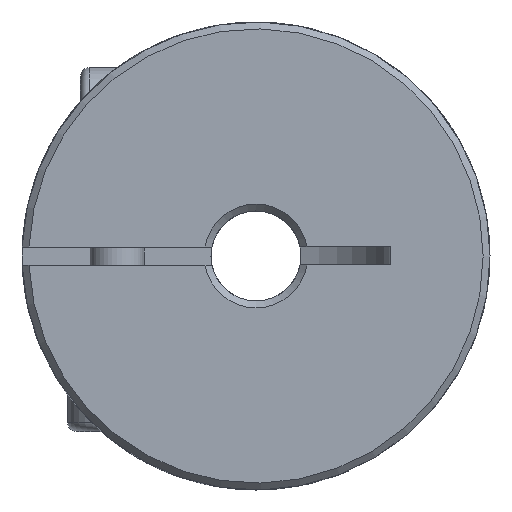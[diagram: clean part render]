
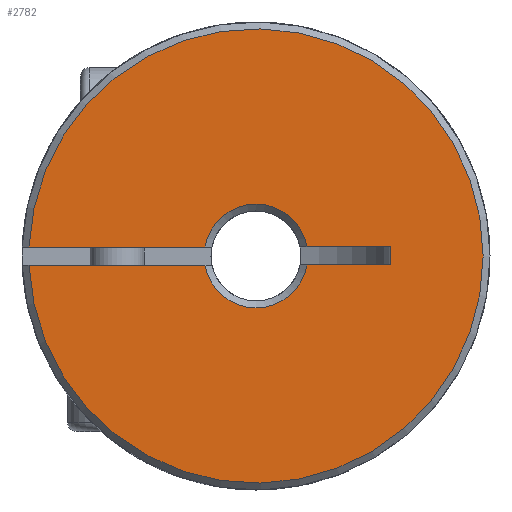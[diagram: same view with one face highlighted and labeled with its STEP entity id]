
A CAD part, left-side view. The second image highlights one B-rep face of the part: STEP entity #2782.
In plain terms, the highlighted planar face has unit normal (-1, 0, 0).
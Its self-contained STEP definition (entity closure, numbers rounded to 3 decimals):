
#556 = CARTESIAN_POINT ( 'NONE',  ( -12.75, 0., 0. ) ) ;
#562 = DIRECTION ( 'NONE',  ( -1., 0., 0. ) ) ;
#563 = DIRECTION ( 'NONE',  ( 0., -1., 0. ) ) ;
#586 = CARTESIAN_POINT ( 'NONE',  ( -12.75, 0., 0. ) ) ;
#592 = DIRECTION ( 'NONE',  ( -1., 0., 0. ) ) ;
#593 = DIRECTION ( 'NONE',  ( 0., -1., 0. ) ) ;
#597 = CARTESIAN_POINT ( 'NONE',  ( -12.75, -7.486, -11.056 ) ) ;
#634 = CARTESIAN_POINT ( 'NONE',  ( -12.75, 0., -0.5 ) ) ;
#635 = DIRECTION ( 'NONE',  ( 0., -1., 0. ) ) ;
#638 = CARTESIAN_POINT ( 'NONE',  ( -12.75, -7.486, -0.5 ) ) ;
#639 = DIRECTION ( 'NONE',  ( 0., 1., 0. ) ) ;
#640 = CARTESIAN_POINT ( 'NONE',  ( -12.75, -7.486, 0.5 ) ) ;
#641 = DIRECTION ( 'NONE',  ( 0., 0., 1. ) ) ;
#642 = CARTESIAN_POINT ( 'NONE',  ( -12.75, 0., 0. ) ) ;
#643 = DIRECTION ( 'NONE',  ( 0., -1., 0. ) ) ;
#644 = CARTESIAN_POINT ( 'NONE',  ( -12.75, 0., 0.5 ) ) ;
#645 = DIRECTION ( 'NONE',  ( 0., -1., 0. ) ) ;
#646 = DIRECTION ( 'NONE',  ( 1., 0., 0. ) ) ;
#647 = DIRECTION ( 'NONE',  ( 0., -1., 0. ) ) ;
#938 = CIRCLE ( 'NONE', #2538, 2.881 ) ;
#943 = LINE ( 'NONE', #640, #958 ) ;
#945 = LINE ( 'NONE', #634, #951 ) ;
#947 = VECTOR ( 'NONE', #639, 1000. ) ;
#949 = LINE ( 'NONE', #638, #947 ) ;
#950 = CIRCLE ( 'NONE', #2544, 2.881 ) ;
#951 = VECTOR ( 'NONE', #635, 1000. ) ;
#954 = LINE ( 'NONE', #597, #956 ) ;
#956 = VECTOR ( 'NONE', #641, 1000. ) ;
#958 = VECTOR ( 'NONE', #643, 1000. ) ;
#960 = LINE ( 'NONE', #644, #961 ) ;
#961 = VECTOR ( 'NONE', #645, 1000. ) ;
#963 = CIRCLE ( 'NONE', #2548, 12.619 ) ;
#1136 = FACE_OUTER_BOUND ( 'NONE', #2258, .T. ) ;
#1281 = AXIS2_PLACEMENT_3D ( 'NONE', #1386, #1396, #1397 ) ;
#1386 = CARTESIAN_POINT ( 'NONE',  ( -12.75, 0., 0. ) ) ;
#1393 = PLANE ( 'NONE',  #1281 ) ;
#1396 = DIRECTION ( 'NONE',  ( -1., 0., 0. ) ) ;
#1397 = DIRECTION ( 'NONE',  ( 0., -1., 0. ) ) ;
#1687 = CARTESIAN_POINT ( 'NONE',  ( -12.75, 2.837, 0.5 ) ) ;
#1688 = CARTESIAN_POINT ( 'NONE',  ( -12.75, 12.609, 0.5 ) ) ;
#1689 = CARTESIAN_POINT ( 'NONE',  ( -12.75, 12.609, -0.5 ) ) ;
#1690 = CARTESIAN_POINT ( 'NONE',  ( -12.75, -7.486, -0.5 ) ) ;
#1691 = CARTESIAN_POINT ( 'NONE',  ( -12.75, -7.486, 0.5 ) ) ;
#1692 = CARTESIAN_POINT ( 'NONE',  ( -12.75, -2.837, 0.5 ) ) ;
#1698 = CARTESIAN_POINT ( 'NONE',  ( -12.75, -2.837, -0.5 ) ) ;
#1711 = CARTESIAN_POINT ( 'NONE',  ( -12.75, 2.837, -0.5 ) ) ;
#1726 = VERTEX_POINT ( 'NONE', #1711 ) ;
#1740 = VERTEX_POINT ( 'NONE', #1698 ) ;
#1746 = VERTEX_POINT ( 'NONE', #1692 ) ;
#1747 = VERTEX_POINT ( 'NONE', #1691 ) ;
#1748 = VERTEX_POINT ( 'NONE', #1690 ) ;
#1749 = VERTEX_POINT ( 'NONE', #1689 ) ;
#1750 = VERTEX_POINT ( 'NONE', #1688 ) ;
#1751 = VERTEX_POINT ( 'NONE', #1687 ) ;
#2258 = EDGE_LOOP ( 'NONE', ( #3048, #3049, #3050, #3051, #3052, #3053, #3054, #3055 ) ) ;
#2337 = EDGE_CURVE ( 'NONE', #1726, #1740, #938, .T. ) ;
#2347 = EDGE_CURVE ( 'NONE', #1746, #1751, #950, .T. ) ;
#2350 = EDGE_CURVE ( 'NONE', #1749, #1726, #945, .T. ) ;
#2352 = EDGE_CURVE ( 'NONE', #1748, #1740, #949, .T. ) ;
#2353 = EDGE_CURVE ( 'NONE', #1748, #1747, #954, .T. ) ;
#2354 = EDGE_CURVE ( 'NONE', #1746, #1747, #943, .T. ) ;
#2355 = EDGE_CURVE ( 'NONE', #1750, #1751, #960, .T. ) ;
#2356 = EDGE_CURVE ( 'NONE', #1750, #1749, #963, .T. ) ;
#2538 = AXIS2_PLACEMENT_3D ( 'NONE', #556, #562, #563 ) ;
#2544 = AXIS2_PLACEMENT_3D ( 'NONE', #586, #592, #593 ) ;
#2548 = AXIS2_PLACEMENT_3D ( 'NONE', #642, #646, #647 ) ;
#2782 = ADVANCED_FACE ( 'NONE', ( #1136 ), #1393, .T. ) ;
#3048 = ORIENTED_EDGE ( 'NONE', *, *, #2354, .T. ) ;
#3049 = ORIENTED_EDGE ( 'NONE', *, *, #2353, .F. ) ;
#3050 = ORIENTED_EDGE ( 'NONE', *, *, #2352, .T. ) ;
#3051 = ORIENTED_EDGE ( 'NONE', *, *, #2337, .F. ) ;
#3052 = ORIENTED_EDGE ( 'NONE', *, *, #2350, .F. ) ;
#3053 = ORIENTED_EDGE ( 'NONE', *, *, #2356, .F. ) ;
#3054 = ORIENTED_EDGE ( 'NONE', *, *, #2355, .T. ) ;
#3055 = ORIENTED_EDGE ( 'NONE', *, *, #2347, .F. ) ;
